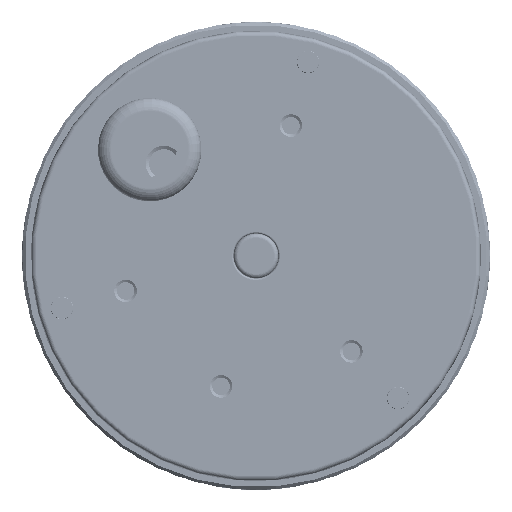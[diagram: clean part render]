
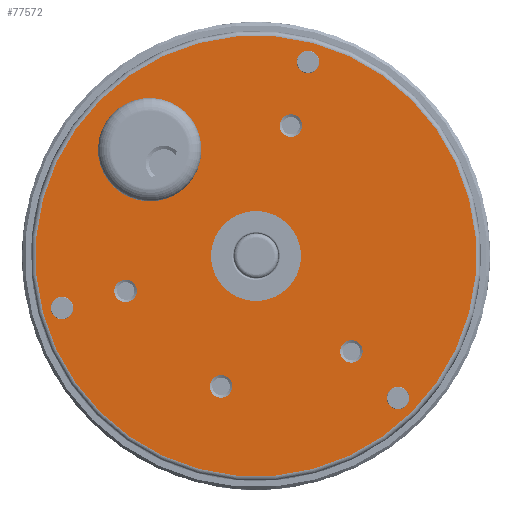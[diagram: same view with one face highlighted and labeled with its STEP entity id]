
A CAD part, left-side view. The second image highlights one B-rep face of the part: STEP entity #77572.
In plain terms, the highlighted face is planar.
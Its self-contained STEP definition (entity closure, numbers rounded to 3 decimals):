
#66534=CARTESIAN_POINT('',(0.,0.,3.));
#66535=DIRECTION('',(0.,0.,1.));
#66536=DIRECTION('',(1.,0.,0.));
#66537=AXIS2_PLACEMENT_3D('',#66534,#66535,#66536);
#66539=CARTESIAN_POINT('',(0.,0.,3.));
#66540=DIRECTION('',(0.,0.,1.));
#66541=DIRECTION('',(-1.,0.,0.));
#66542=AXIS2_PLACEMENT_3D('',#66539,#66540,#66541);
#66544=CARTESIAN_POINT('',(-12.99,-7.5,3.));
#66545=DIRECTION('',(0.,0.,-1.));
#66546=DIRECTION('',(1.,0.,0.));
#66547=AXIS2_PLACEMENT_3D('',#66544,#66545,#66546);
#66549=CARTESIAN_POINT('',(-12.99,-7.5,3.));
#66550=DIRECTION('',(0.,0.,-1.));
#66551=DIRECTION('',(-1.,0.,0.));
#66552=AXIS2_PLACEMENT_3D('',#66549,#66550,#66551);
#66554=CARTESIAN_POINT('',(19.334,11.163,3.));
#66555=DIRECTION('',(0.,0.,-1.));
#66556=DIRECTION('',(-1.,0.,0.));
#66557=AXIS2_PLACEMENT_3D('',#66554,#66555,#66556);
#66559=CARTESIAN_POINT('',(19.334,11.163,3.));
#66560=DIRECTION('',(0.,0.,-1.));
#66561=DIRECTION('',(1.,0.,0.));
#66562=AXIS2_PLACEMENT_3D('',#66559,#66560,#66561);
#66564=CARTESIAN_POINT('',(-12.99,7.5,3.));
#66565=DIRECTION('',(0.,0.,-1.));
#66566=DIRECTION('',(-1.,0.,0.));
#66567=AXIS2_PLACEMENT_3D('',#66564,#66565,#66566);
#66569=CARTESIAN_POINT('',(-12.99,7.5,3.));
#66570=DIRECTION('',(0.,0.,-1.));
#66571=DIRECTION('',(1.,0.,0.));
#66572=AXIS2_PLACEMENT_3D('',#66569,#66570,#66571);
#66574=CARTESIAN_POINT('',(-12.99,7.5,3.));
#66575=DIRECTION('',(0.,0.,-1.));
#66576=DIRECTION('',(0.5,0.866,0.));
#66577=AXIS2_PLACEMENT_3D('',#66574,#66575,#66576);
#66579=CARTESIAN_POINT('',(12.99,7.5,3.));
#66580=DIRECTION('',(0.,0.,-1.));
#66581=DIRECTION('',(1.,0.,0.));
#66582=AXIS2_PLACEMENT_3D('',#66579,#66580,#66581);
#66584=CARTESIAN_POINT('',(12.99,7.5,3.));
#66585=DIRECTION('',(0.,0.,-1.));
#66586=DIRECTION('',(-1.,0.,0.));
#66587=AXIS2_PLACEMENT_3D('',#66584,#66585,#66586);
#66589=CARTESIAN_POINT('',(12.99,7.5,3.));
#66590=DIRECTION('',(0.,0.,-1.));
#66591=DIRECTION('',(0.5,-0.866,0.));
#66592=AXIS2_PLACEMENT_3D('',#66589,#66590,#66591);
#66594=CARTESIAN_POINT('',(0.,-22.325,3.));
#66595=DIRECTION('',(0.,0.,-1.));
#66596=DIRECTION('',(-1.,0.,0.));
#66597=AXIS2_PLACEMENT_3D('',#66594,#66595,#66596);
#66599=CARTESIAN_POINT('',(0.,-22.325,3.));
#66600=DIRECTION('',(0.,0.,-1.));
#66601=DIRECTION('',(1.,0.,0.));
#66602=AXIS2_PLACEMENT_3D('',#66599,#66600,#66601);
#66604=CARTESIAN_POINT('',(-19.334,11.163,3.));
#66605=DIRECTION('',(0.,0.,-1.));
#66606=DIRECTION('',(-1.,0.,0.));
#66607=AXIS2_PLACEMENT_3D('',#66604,#66605,#66606);
#66609=CARTESIAN_POINT('',(-19.334,11.163,3.));
#66610=DIRECTION('',(0.,0.,-1.));
#66611=DIRECTION('',(1.,0.,0.));
#66612=AXIS2_PLACEMENT_3D('',#66609,#66610,#66611);
#66614=CARTESIAN_POINT('',(0.,-15.,3.));
#66615=DIRECTION('',(0.,0.,-1.));
#66616=DIRECTION('',(1.,0.,0.));
#66617=AXIS2_PLACEMENT_3D('',#66614,#66615,#66616);
#66619=CARTESIAN_POINT('',(0.,-15.,3.));
#66620=DIRECTION('',(0.,0.,-1.));
#66621=DIRECTION('',(-1.,0.,0.));
#66622=AXIS2_PLACEMENT_3D('',#66619,#66620,#66621);
#66624=CARTESIAN_POINT('',(0.,16.7,3.));
#66625=DIRECTION('',(0.,0.,-1.));
#66626=DIRECTION('',(1.,0.,0.));
#66627=AXIS2_PLACEMENT_3D('',#66624,#66625,#66626);
#66629=CARTESIAN_POINT('',(0.,16.7,3.));
#66630=DIRECTION('',(0.,0.,-1.));
#66631=DIRECTION('',(-1.,0.,0.));
#66632=AXIS2_PLACEMENT_3D('',#66629,#66630,#66631);
#66634=CARTESIAN_POINT('',(0.,0.,3.));
#66635=DIRECTION('',(0.,0.,-1.));
#66636=DIRECTION('',(-1.,0.,0.));
#66637=AXIS2_PLACEMENT_3D('',#66634,#66635,#66636);
#66639=CARTESIAN_POINT('',(0.,0.,3.));
#66640=DIRECTION('',(0.,0.,-1.));
#66641=DIRECTION('',(1.,0.,0.));
#66642=AXIS2_PLACEMENT_3D('',#66639,#66640,#66641);
#74321=CARTESIAN_POINT('',(13.615,6.417,3.));
#76835=CARTESIAN_POINT('',(-1.25,-22.325,3.));
#76836=CARTESIAN_POINT('',(1.25,-22.325,3.));
#76837=VERTEX_POINT('',#76835);
#76838=VERTEX_POINT('',#76836);
#76851=CARTESIAN_POINT('',(-5.,0.,3.));
#76852=CARTESIAN_POINT('',(5.,0.,3.));
#76853=VERTEX_POINT('',#76851);
#76854=VERTEX_POINT('',#76852);
#76863=CARTESIAN_POINT('',(-14.24,7.5,3.));
#76864=CARTESIAN_POINT('',(-12.365,8.583,3.));
#76865=VERTEX_POINT('',#76863);
#76866=VERTEX_POINT('',#76864);
#76897=VERTEX_POINT('',#74321);
#76900=CARTESIAN_POINT('',(-3.5,16.7,3.));
#76902=VERTEX_POINT('',#76900);
#76917=CARTESIAN_POINT('',(11.74,7.5,3.));
#76918=VERTEX_POINT('',#76917);
#76987=CARTESIAN_POINT('',(24.5,0.,3.));
#76988=CARTESIAN_POINT('',(-24.5,0.,3.));
#76989=VERTEX_POINT('',#76987);
#76990=VERTEX_POINT('',#76988);
#77024=CARTESIAN_POINT('',(-14.24,-7.5,3.));
#77026=VERTEX_POINT('',#77024);
#77027=CARTESIAN_POINT('',(14.24,7.5,3.));
#77028=VERTEX_POINT('',#77027);
#77050=CARTESIAN_POINT('',(1.25,-15.,3.));
#77051=VERTEX_POINT('',#77050);
#77062=CARTESIAN_POINT('',(-11.74,7.5,3.));
#77063=VERTEX_POINT('',#77062);
#77158=CARTESIAN_POINT('',(-1.25,-15.,3.));
#77160=VERTEX_POINT('',#77158);
#77163=CARTESIAN_POINT('',(-11.74,-7.5,3.));
#77164=VERTEX_POINT('',#77163);
#77175=CARTESIAN_POINT('',(3.5,16.7,3.));
#77176=VERTEX_POINT('',#77175);
#77229=CARTESIAN_POINT('',(-20.584,11.163,3.));
#77230=CARTESIAN_POINT('',(-18.084,11.163,3.));
#77231=VERTEX_POINT('',#77229);
#77232=VERTEX_POINT('',#77230);
#77334=CARTESIAN_POINT('',(20.584,11.163,3.));
#77335=VERTEX_POINT('',#77334);
#77349=CARTESIAN_POINT('',(18.084,11.163,3.));
#77350=VERTEX_POINT('',#77349);
#77505=CARTESIAN_POINT('',(0.,0.,3.));
#77506=DIRECTION('',(0.,0.,1.));
#77507=DIRECTION('',(1.,0.,0.));
#77508=AXIS2_PLACEMENT_3D('',#77505,#77506,#77507);
#77509=PLANE('',#77508);
#77511=ORIENTED_EDGE('',*,*,#77510,.F.);
#77513=ORIENTED_EDGE('',*,*,#77512,.F.);
#77514=EDGE_LOOP('',(#77511,#77513));
#77515=FACE_OUTER_BOUND('',#77514,.F.);
#77517=ORIENTED_EDGE('',*,*,#77516,.F.);
#77519=ORIENTED_EDGE('',*,*,#77518,.F.);
#77520=EDGE_LOOP('',(#77517,#77519));
#77521=FACE_BOUND('',#77520,.F.);
#77523=ORIENTED_EDGE('',*,*,#77522,.F.);
#77525=ORIENTED_EDGE('',*,*,#77524,.F.);
#77526=EDGE_LOOP('',(#77523,#77525));
#77527=FACE_BOUND('',#77526,.F.);
#77529=ORIENTED_EDGE('',*,*,#77528,.F.);
#77531=ORIENTED_EDGE('',*,*,#77530,.F.);
#77533=ORIENTED_EDGE('',*,*,#77532,.F.);
#77534=EDGE_LOOP('',(#77529,#77531,#77533));
#77535=FACE_BOUND('',#77534,.F.);
#77537=ORIENTED_EDGE('',*,*,#77536,.F.);
#77539=ORIENTED_EDGE('',*,*,#77538,.F.);
#77541=ORIENTED_EDGE('',*,*,#77540,.F.);
#77542=EDGE_LOOP('',(#77537,#77539,#77541));
#77543=FACE_BOUND('',#77542,.F.);
#77545=ORIENTED_EDGE('',*,*,#77544,.F.);
#77547=ORIENTED_EDGE('',*,*,#77546,.F.);
#77548=EDGE_LOOP('',(#77545,#77547));
#77549=FACE_BOUND('',#77548,.F.);
#77551=ORIENTED_EDGE('',*,*,#77550,.F.);
#77553=ORIENTED_EDGE('',*,*,#77552,.F.);
#77554=EDGE_LOOP('',(#77551,#77553));
#77555=FACE_BOUND('',#77554,.F.);
#77557=ORIENTED_EDGE('',*,*,#77556,.F.);
#77559=ORIENTED_EDGE('',*,*,#77558,.F.);
#77560=EDGE_LOOP('',(#77557,#77559));
#77561=FACE_BOUND('',#77560,.F.);
#77563=ORIENTED_EDGE('',*,*,#77562,.F.);
#77565=ORIENTED_EDGE('',*,*,#77564,.F.);
#77566=EDGE_LOOP('',(#77563,#77565));
#77567=FACE_BOUND('',#77566,.F.);
#77568=ORIENTED_EDGE('',*,*,#77498,.F.);
#77569=ORIENTED_EDGE('',*,*,#77485,.F.);
#77570=EDGE_LOOP('',(#77568,#77569));
#77571=FACE_BOUND('',#77570,.F.);
#66538=CIRCLE('',#66537,24.5);
#66543=CIRCLE('',#66542,24.5);
#66548=CIRCLE('',#66547,1.25);
#66553=CIRCLE('',#66552,1.25);
#66558=CIRCLE('',#66557,1.25);
#66563=CIRCLE('',#66562,1.25);
#66568=CIRCLE('',#66567,1.25);
#66573=CIRCLE('',#66572,1.25);
#66578=CIRCLE('',#66577,1.25);
#66583=CIRCLE('',#66582,1.25);
#66588=CIRCLE('',#66587,1.25);
#66593=CIRCLE('',#66592,1.25);
#66598=CIRCLE('',#66597,1.25);
#66603=CIRCLE('',#66602,1.25);
#66608=CIRCLE('',#66607,1.25);
#66613=CIRCLE('',#66612,1.25);
#66618=CIRCLE('',#66617,1.25);
#66623=CIRCLE('',#66622,1.25);
#66628=CIRCLE('',#66627,3.5);
#66633=CIRCLE('',#66632,3.5);
#66638=CIRCLE('',#66637,5.);
#66643=CIRCLE('',#66642,5.);
#77485=EDGE_CURVE('',#76854,#76853,#66643,.T.);
#77498=EDGE_CURVE('',#76853,#76854,#66638,.T.);
#77510=EDGE_CURVE('',#76989,#76990,#66538,.T.);
#77512=EDGE_CURVE('',#76990,#76989,#66543,.T.);
#77516=EDGE_CURVE('',#77164,#77026,#66548,.T.);
#77518=EDGE_CURVE('',#77026,#77164,#66553,.T.);
#77522=EDGE_CURVE('',#77350,#77335,#66558,.T.);
#77524=EDGE_CURVE('',#77335,#77350,#66563,.T.);
#77528=EDGE_CURVE('',#76865,#76866,#66568,.T.);
#77530=EDGE_CURVE('',#77063,#76865,#66573,.T.);
#77532=EDGE_CURVE('',#76866,#77063,#66578,.T.);
#77536=EDGE_CURVE('',#77028,#76897,#66583,.T.);
#77538=EDGE_CURVE('',#76918,#77028,#66588,.T.);
#77540=EDGE_CURVE('',#76897,#76918,#66593,.T.);
#77544=EDGE_CURVE('',#76837,#76838,#66598,.T.);
#77546=EDGE_CURVE('',#76838,#76837,#66603,.T.);
#77550=EDGE_CURVE('',#77231,#77232,#66608,.T.);
#77552=EDGE_CURVE('',#77232,#77231,#66613,.T.);
#77556=EDGE_CURVE('',#77051,#77160,#66618,.T.);
#77558=EDGE_CURVE('',#77160,#77051,#66623,.T.);
#77562=EDGE_CURVE('',#77176,#76902,#66628,.T.);
#77564=EDGE_CURVE('',#76902,#77176,#66633,.T.);
#77572=ADVANCED_FACE('',(#77515,#77521,#77527,#77535,#77543,#77549,#77555,
#77561,#77567,#77571),#77509,.T.);
